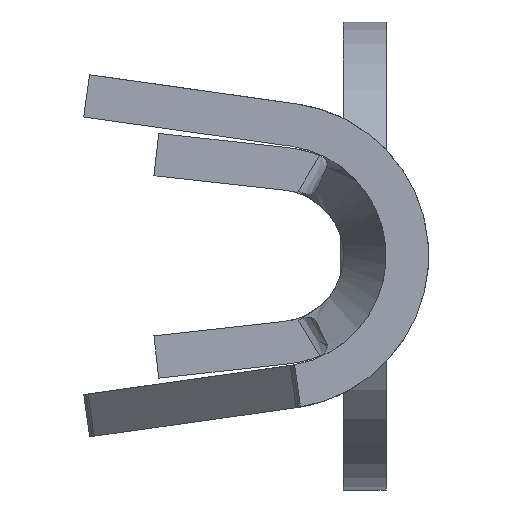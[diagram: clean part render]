
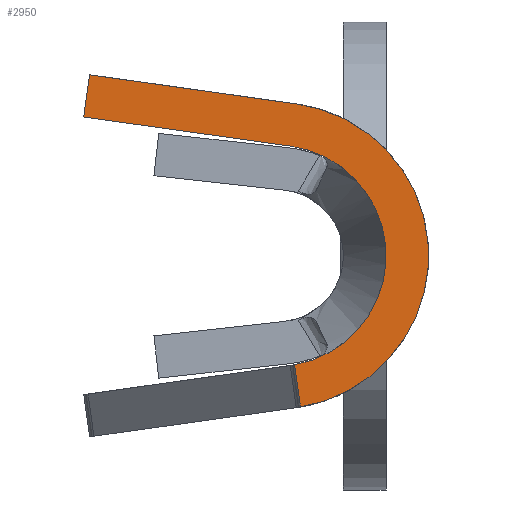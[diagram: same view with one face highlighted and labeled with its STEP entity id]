
A CAD part, left-side view. The second image highlights one B-rep face of the part: STEP entity #2950.
In plain terms, the highlighted planar face has unit normal (-1, 0, 0).
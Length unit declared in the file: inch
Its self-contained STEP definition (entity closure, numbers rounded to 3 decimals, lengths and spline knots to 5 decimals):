
#11 = VECTOR ( 'NONE', #3085, 39.37008 ) ;
#69 = DIRECTION ( 'NONE',  ( 1., 0., 0. ) ) ;
#417 = CARTESIAN_POINT ( 'NONE',  ( -0.385, 0.052, 0. ) ) ;
#454 = VERTEX_POINT ( 'NONE', #3101 ) ;
#536 = ORIENTED_EDGE ( 'NONE', *, *, #2240, .F. ) ;
#584 = DIRECTION ( 'NONE',  ( 0., 0.99, 0.14 ) ) ;
#782 = CARTESIAN_POINT ( 'NONE',  ( -0.385, 0.04195, 0.0713 ) ) ;
#785 = DIRECTION ( 'NONE',  ( 0., 0., -1. ) ) ;
#800 = CARTESIAN_POINT ( 'NONE',  ( -0.385, 0.142, 0.0652 ) ) ;
#948 = CARTESIAN_POINT ( 'NONE',  ( -0.385, 0.04474, 0.05149 ) ) ;
#980 = EDGE_CURVE ( 'NONE', #4581, #454, #1858, .T. ) ;
#1008 = ORIENTED_EDGE ( 'NONE', *, *, #980, .F. ) ;
#1009 = AXIS2_PLACEMENT_3D ( 'NONE', #2259, #69, #2630 ) ;
#1029 = ORIENTED_EDGE ( 'NONE', *, *, #2762, .F. ) ;
#1066 = DIRECTION ( 'NONE',  ( 1., 0., 0. ) ) ;
#1150 = CARTESIAN_POINT ( 'NONE',  ( -0.385, 0.04474, 0.05149 ) ) ;
#1353 = VERTEX_POINT ( 'NONE', #782 ) ;
#1856 = CARTESIAN_POINT ( 'NONE',  ( -0.385, 0.142, 0.0652 ) ) ;
#1858 = LINE ( 'NONE', #800, #3817 ) ;
#1886 = VERTEX_POINT ( 'NONE', #1150 ) ;
#1920 = EDGE_LOOP ( 'NONE', ( #536, #2596, #3832, #2731, #1008, #1029 ) ) ;
#2092 = AXIS2_PLACEMENT_3D ( 'NONE', #417, #2976, #785 ) ;
#2145 = PLANE ( 'NONE',  #2495 ) ;
#2157 = FACE_OUTER_BOUND ( 'NONE', #1920, .T. ) ;
#2160 = VERTEX_POINT ( 'NONE', #3903 ) ;
#2240 = EDGE_CURVE ( 'NONE', #3548, #1886, #3945, .T. ) ;
#2259 = CARTESIAN_POINT ( 'NONE',  ( -0.385, 0.052, 0. ) ) ;
#2362 = EDGE_CURVE ( 'NONE', #3548, #2160, #2633, .T. ) ;
#2421 = CARTESIAN_POINT ( 'NONE',  ( -0.385, 0.04298, -0.05121 ) ) ;
#2495 = AXIS2_PLACEMENT_3D ( 'NONE', #3259, #1066, #3631 ) ;
#2596 = ORIENTED_EDGE ( 'NONE', *, *, #2362, .T. ) ;
#2630 = DIRECTION ( 'NONE',  ( 0., 0., -1. ) ) ;
#2633 = LINE ( 'NONE', #4527, #4455 ) ;
#2712 = CARTESIAN_POINT ( 'NONE',  ( -0.385, 0.04195, 0.0713 ) ) ;
#2731 = ORIENTED_EDGE ( 'NONE', *, *, #4277, .F. ) ;
#2762 = EDGE_CURVE ( 'NONE', #1886, #4581, #3836, .T. ) ;
#2821 = LINE ( 'NONE', #2712, #11 ) ;
#2849 = VECTOR ( 'NONE', #584, 39.37008 ) ;
#2950 = ADVANCED_FACE ( 'NONE', ( #2157 ), #2145, .F. ) ;
#2976 = DIRECTION ( 'NONE',  ( -1., 0., 0. ) ) ;
#2985 = DIRECTION ( 'NONE',  ( 0., -0.14, 0.99 ) ) ;
#3066 = DIRECTION ( 'NONE',  ( 0., -0.14, -0.99 ) ) ;
#3085 = DIRECTION ( 'NONE',  ( 0., -0.99, -0.14 ) ) ;
#3101 = CARTESIAN_POINT ( 'NONE',  ( -0.385, 0.13921, 0.085 ) ) ;
#3259 = CARTESIAN_POINT ( 'NONE',  ( -0.385, 0.052, 0. ) ) ;
#3346 = CIRCLE ( 'NONE', #1009, 0.072 ) ;
#3548 = VERTEX_POINT ( 'NONE', #2421 ) ;
#3631 = DIRECTION ( 'NONE',  ( 0., 0., -1. ) ) ;
#3817 = VECTOR ( 'NONE', #2985, 39.37008 ) ;
#3826 = EDGE_CURVE ( 'NONE', #1353, #2160, #3346, .T. ) ;
#3832 = ORIENTED_EDGE ( 'NONE', *, *, #3826, .F. ) ;
#3836 = LINE ( 'NONE', #948, #2849 ) ;
#3903 = CARTESIAN_POINT ( 'NONE',  ( -0.385, 0.04019, -0.07102 ) ) ;
#3945 = CIRCLE ( 'NONE', #2092, 0.052 ) ;
#4277 = EDGE_CURVE ( 'NONE', #454, #1353, #2821, .T. ) ;
#4455 = VECTOR ( 'NONE', #3066, 39.37008 ) ;
#4527 = CARTESIAN_POINT ( 'NONE',  ( -0.385, 0.05023, 0.00025 ) ) ;
#4581 = VERTEX_POINT ( 'NONE', #1856 ) ;
